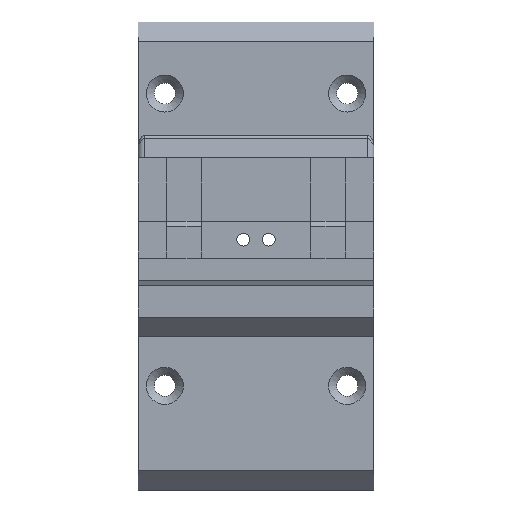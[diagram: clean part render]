
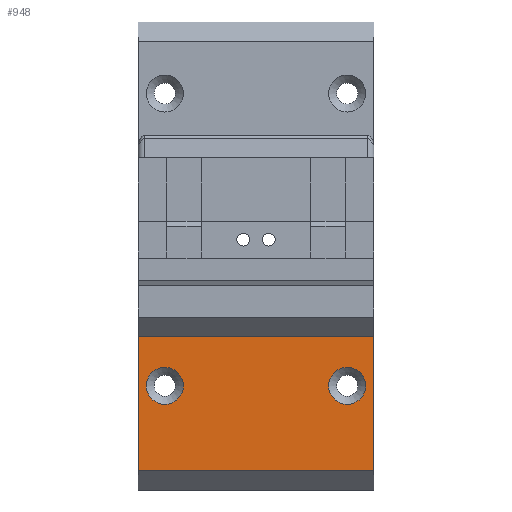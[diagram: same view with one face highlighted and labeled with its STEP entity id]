
A CAD part, front view. The second image highlights one B-rep face of the part: STEP entity #948.
In plain terms, the highlighted planar face has unit normal (0, -1, 0).
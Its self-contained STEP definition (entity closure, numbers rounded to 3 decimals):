
#230 = VERTEX_POINT('',#231);
#231 = CARTESIAN_POINT('',(-18.5,-41.,20.985));
#237 = EDGE_CURVE('',#230,#238,#240,.T.);
#238 = VERTEX_POINT('',#239);
#239 = CARTESIAN_POINT('',(-18.5,-41.,-0.117));
#240 = LINE('',#241,#242);
#241 = CARTESIAN_POINT('',(-18.5,-41.,20.985));
#242 = VECTOR('',#243,1.);
#243 = DIRECTION('',(0.,0.,-1.));
#390 = VERTEX_POINT('',#391);
#391 = CARTESIAN_POINT('',(18.5,-41.,20.985));
#397 = EDGE_CURVE('',#390,#398,#400,.T.);
#398 = VERTEX_POINT('',#399);
#399 = CARTESIAN_POINT('',(18.5,-41.,-0.117));
#400 = LINE('',#401,#402);
#401 = CARTESIAN_POINT('',(18.5,-41.,20.985));
#402 = VECTOR('',#403,1.);
#403 = DIRECTION('',(0.,0.,-1.));
#920 = EDGE_CURVE('',#238,#398,#921,.T.);
#921 = LINE('',#922,#923);
#922 = CARTESIAN_POINT('',(-18.5,-41.,-0.117));
#923 = VECTOR('',#924,1.);
#924 = DIRECTION('',(1.,0.,0.));
#948 = ADVANCED_FACE('',(#949,#960,#971),#982,.F.);
#949 = FACE_BOUND('',#950,.F.);
#950 = EDGE_LOOP('',(#951));
#951 = ORIENTED_EDGE('',*,*,#952,.F.);
#952 = EDGE_CURVE('',#953,#953,#955,.T.);
#953 = VERTEX_POINT('',#954);
#954 = CARTESIAN_POINT('',(-11.405,-41.,13.22));
#955 = CIRCLE('',#956,2.9);
#956 = AXIS2_PLACEMENT_3D('',#957,#958,#959);
#957 = CARTESIAN_POINT('',(-14.305,-41.,13.22));
#958 = DIRECTION('',(0.,1.,0.));
#959 = DIRECTION('',(1.,0.,0.));
#960 = FACE_BOUND('',#961,.F.);
#961 = EDGE_LOOP('',(#962,#968,#969,#970));
#962 = ORIENTED_EDGE('',*,*,#963,.T.);
#963 = EDGE_CURVE('',#230,#390,#964,.T.);
#964 = LINE('',#965,#966);
#965 = CARTESIAN_POINT('',(-18.5,-41.,20.985));
#966 = VECTOR('',#967,1.);
#967 = DIRECTION('',(1.,0.,0.));
#968 = ORIENTED_EDGE('',*,*,#397,.T.);
#969 = ORIENTED_EDGE('',*,*,#920,.F.);
#970 = ORIENTED_EDGE('',*,*,#237,.F.);
#971 = FACE_BOUND('',#972,.F.);
#972 = EDGE_LOOP('',(#973));
#973 = ORIENTED_EDGE('',*,*,#974,.F.);
#974 = EDGE_CURVE('',#975,#975,#977,.T.);
#975 = VERTEX_POINT('',#976);
#976 = CARTESIAN_POINT('',(17.205,-41.,13.22));
#977 = CIRCLE('',#978,2.9);
#978 = AXIS2_PLACEMENT_3D('',#979,#980,#981);
#979 = CARTESIAN_POINT('',(14.305,-41.,13.22));
#980 = DIRECTION('',(0.,1.,0.));
#981 = DIRECTION('',(1.,0.,0.));
#982 = PLANE('',#983);
#983 = AXIS2_PLACEMENT_3D('',#984,#985,#986);
#984 = CARTESIAN_POINT('',(-18.5,-41.,20.985));
#985 = DIRECTION('',(0.,1.,0.));
#986 = DIRECTION('',(0.,0.,-1.));
